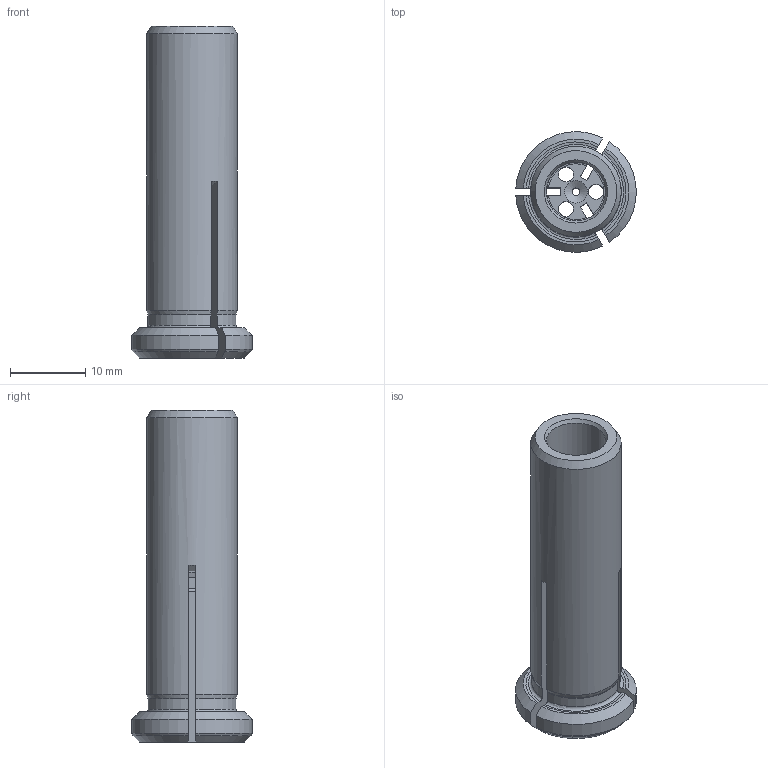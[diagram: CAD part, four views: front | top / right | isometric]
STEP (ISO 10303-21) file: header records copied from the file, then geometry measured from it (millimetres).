
FILE_DESCRIPTION(/* description */ (''),/* implementation_level */ '2;1');
FILE_NAME(/* name */ '191201009.stp',/* time_stamp */ '2021-09-17T10:42:09',/* author */ ('LRA'),/* organization */ ('REGO-FIX'),/* preprocessor_version */ ' Unknown',/* originating_system */ 'SIEMENS PLM Software Solid Edge ST10',/* authorization */ 'Unknown');
FILE_SCHEMA (('AUTOMOTIVE_DESIGN { 1 0 10303 214 2 1 1}'));
Length unit declared in the file: millimetre
Products named in the file (1): NOCUT
Bounding box: 15.98 x 15.99 x 44 mm (x, y, z)
Volume: 3614.3 mm3; surface area: 3549.6 mm2
Topology: 1 solids, 1 shells, 67 faces, 207 edges, 137 vertices
Faces by surface type: cone 25, plane 18, cylinder 15, torus 9
Full cylindrical faces by diameter (mm): 1 x1, 2 x3, 7.8 x1, 12 x1
Entity records: 2332 total; most frequent: CARTESIAN_POINT 552, ORIENTED_EDGE 376, DIRECTION 344, EDGE_CURVE 188, AXIS2_PLACEMENT_3D 139, VERTEX_POINT 131, EDGE_LOOP 89, FACE_BOUND 89
